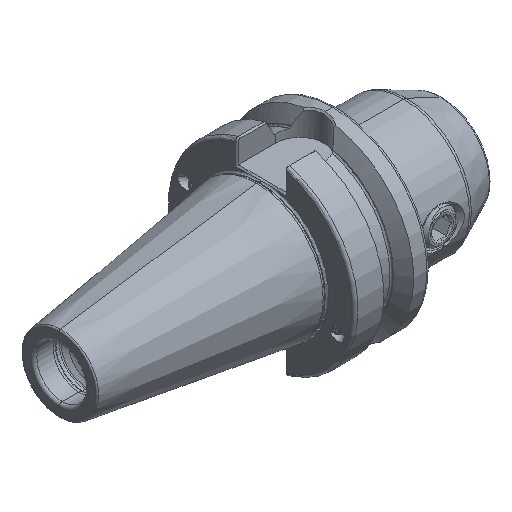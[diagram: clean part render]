
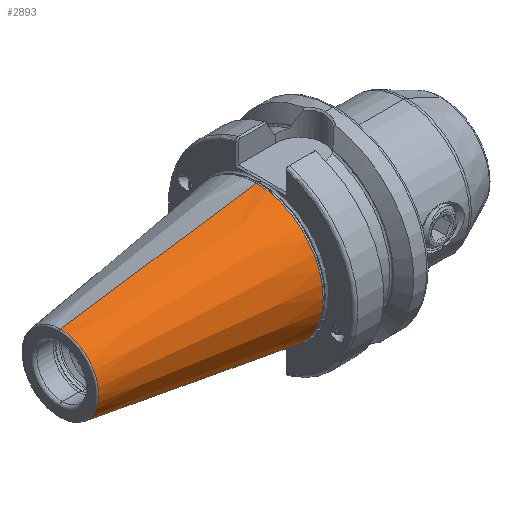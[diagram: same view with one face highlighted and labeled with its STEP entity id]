
A CAD part, isometric view. The second image highlights one B-rep face of the part: STEP entity #2893.
In plain terms, the highlighted conical face has half-angle 8.297 degrees and reference radius 22.298 mm.
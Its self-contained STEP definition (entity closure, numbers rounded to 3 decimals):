
#574 = ORIENTED_EDGE ( 'NONE', *, *, #20960, .F. ) ;
#578 = ORIENTED_EDGE ( 'NONE', *, *, #21329, .T. ) ;
#625 = ORIENTED_EDGE ( 'NONE', *, *, #21298, .F. ) ;
#650 = ORIENTED_EDGE ( 'NONE', *, *, #20989, .T. ) ;
#933 = DIRECTION ( 'NONE',  ( 0.99, 0., 0.144 ) ) ;
#974 = CARTESIAN_POINT ( 'NONE',  ( -1.5, 0., 22.298 ) ) ;
#1144 = DIRECTION ( 'NONE',  ( 0.99, 0., -0.144 ) ) ;
#1174 = CARTESIAN_POINT ( 'NONE',  ( -1.5, 0., -22.298 ) ) ;
#2893 = ADVANCED_FACE ( 'NONE', ( #18169 ), #18161, .T. ) ;
#10060 = DIRECTION ( 'NONE',  ( 0., 0., -1. ) ) ;
#10071 = CARTESIAN_POINT ( 'NONE',  ( -1.5, 0., 0. ) ) ;
#10082 = DIRECTION ( 'NONE',  ( 1., 0., 0. ) ) ;
#10205 = DIRECTION ( 'NONE',  ( 1., 0., 0. ) ) ;
#10214 = DIRECTION ( 'NONE',  ( 0., 0., -1. ) ) ;
#10260 = CARTESIAN_POINT ( 'NONE',  ( -66.972, 0., 0. ) ) ;
#11130 = VERTEX_POINT ( 'NONE', #21651 ) ;
#11165 = VERTEX_POINT ( 'NONE', #21690 ) ;
#11183 = VERTEX_POINT ( 'NONE', #21700 ) ;
#11185 = VERTEX_POINT ( 'NONE', #21681 ) ;
#12157 = AXIS2_PLACEMENT_3D ( 'NONE', #10260, #10205, #10214 ) ;
#12169 = AXIS2_PLACEMENT_3D ( 'NONE', #10071, #10082, #10060 ) ;
#12521 = VECTOR ( 'NONE', #933, 1000. ) ;
#12538 = LINE ( 'NONE', #974, #12521 ) ;
#12558 = LINE ( 'NONE', #1174, #12579 ) ;
#12579 = VECTOR ( 'NONE', #1144, 1000. ) ;
#13140 = CIRCLE ( 'NONE', #12169, 22.298 ) ;
#13330 = CIRCLE ( 'NONE', #12157, 12.75 ) ;
#15976 = EDGE_LOOP ( 'NONE', ( #574, #578, #650, #625 ) ) ;
#16952 = AXIS2_PLACEMENT_3D ( 'NONE', #21606, #21612, #21574 ) ;
#18161 = CONICAL_SURFACE ( 'NONE', #16952, 22.298, 0.145 ) ;
#18169 = FACE_OUTER_BOUND ( 'NONE', #15976, .T. ) ;
#20960 = EDGE_CURVE ( 'NONE', #11183, #11130, #12538, .T. ) ;
#20989 = EDGE_CURVE ( 'NONE', #11165, #11185, #12558, .T. ) ;
#21298 = EDGE_CURVE ( 'NONE', #11130, #11185, #13140, .T. ) ;
#21329 = EDGE_CURVE ( 'NONE', #11183, #11165, #13330, .T. ) ;
#21574 = DIRECTION ( 'NONE',  ( 0., 0., -1. ) ) ;
#21606 = CARTESIAN_POINT ( 'NONE',  ( -1.5, 0., 0. ) ) ;
#21612 = DIRECTION ( 'NONE',  ( 1., 0., 0. ) ) ;
#21651 = CARTESIAN_POINT ( 'NONE',  ( -1.5, 0., 22.298 ) ) ;
#21681 = CARTESIAN_POINT ( 'NONE',  ( -1.5, 0., -22.298 ) ) ;
#21690 = CARTESIAN_POINT ( 'NONE',  ( -66.972, 0., -12.75 ) ) ;
#21700 = CARTESIAN_POINT ( 'NONE',  ( -66.972, 0., 12.75 ) ) ;
